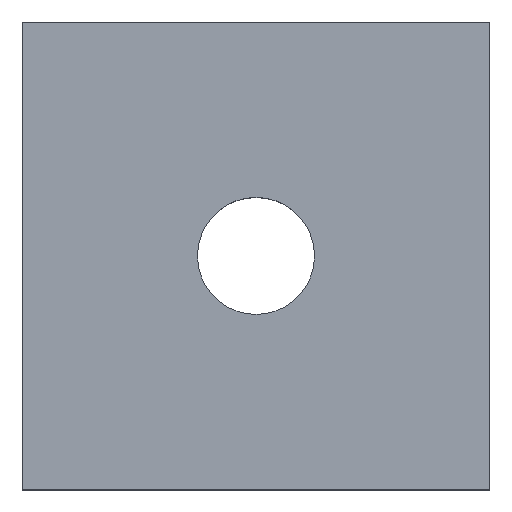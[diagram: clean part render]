
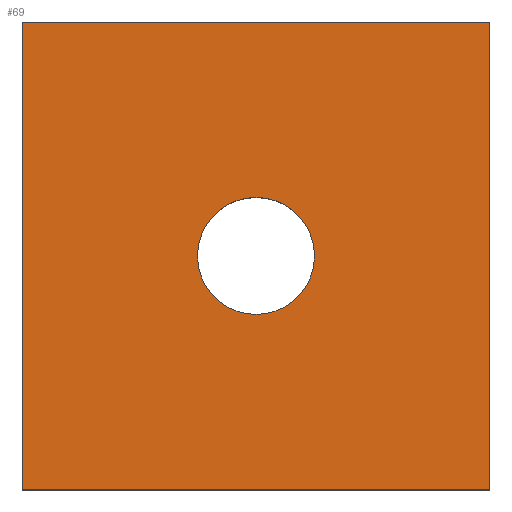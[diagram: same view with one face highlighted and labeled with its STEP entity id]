
A CAD part, top view. The second image highlights one B-rep face of the part: STEP entity #69.
In plain terms, the highlighted planar face has unit normal (0, 0, 1).
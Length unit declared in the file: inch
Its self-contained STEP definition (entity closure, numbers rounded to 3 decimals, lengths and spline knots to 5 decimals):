
#15 = EDGE_CURVE ( 'NONE', #51, #48, #134, .T. ) ;
#16 = ORIENTED_EDGE ( 'NONE', *, *, #50, .F. ) ;
#18 = ORIENTED_EDGE ( 'NONE', *, *, #65, .T. ) ;
#19 = ORIENTED_EDGE ( 'NONE', *, *, #84, .T. ) ;
#20 = ORIENTED_EDGE ( 'NONE', *, *, #15, .F. ) ;
#22 = EDGE_LOOP ( 'NONE', ( #18, #19, #77, #78 ) ) ;
#33 = EDGE_CURVE ( 'NONE', #34, #60, #168, .T. ) ;
#34 = VERTEX_POINT ( 'NONE', #273 ) ;
#48 = VERTEX_POINT ( 'NONE', #130 ) ;
#50 = EDGE_CURVE ( 'NONE', #48, #51, #129, .T. ) ;
#51 = VERTEX_POINT ( 'NONE', #124 ) ;
#59 = EDGE_CURVE ( 'NONE', #60, #66, #112, .T. ) ;
#60 = VERTEX_POINT ( 'NONE', #108 ) ;
#64 = VERTEX_POINT ( 'NONE', #103 ) ;
#65 = EDGE_CURVE ( 'NONE', #66, #64, #102, .T. ) ;
#66 = VERTEX_POINT ( 'NONE', #154 ) ;
#69 = ADVANCED_FACE ( 'NONE', ( #152, #151 ), #150, .T. ) ;
#70 = EDGE_LOOP ( 'NONE', ( #20, #16 ) ) ;
#77 = ORIENTED_EDGE ( 'NONE', *, *, #33, .T. ) ;
#78 = ORIENTED_EDGE ( 'NONE', *, *, #59, .T. ) ;
#84 = EDGE_CURVE ( 'NONE', #64, #34, #204, .T. ) ;
#99 = DIRECTION ( 'NONE',  ( 0., -1., 0. ) ) ;
#100 = VECTOR ( 'NONE', #99, 39.37008 ) ;
#101 = CARTESIAN_POINT ( 'NONE',  ( -0.5, 0.5, 0. ) ) ;
#102 = LINE ( 'NONE', #101, #100 ) ;
#103 = CARTESIAN_POINT ( 'NONE',  ( -0.5, -0.5, 0. ) ) ;
#108 = CARTESIAN_POINT ( 'NONE',  ( 0.5, 0.5, 0. ) ) ;
#109 = DIRECTION ( 'NONE',  ( -1., 0., 0. ) ) ;
#110 = VECTOR ( 'NONE', #109, 39.37008 ) ;
#111 = CARTESIAN_POINT ( 'NONE',  ( -0.5, 0.5, 0. ) ) ;
#112 = LINE ( 'NONE', #111, #110 ) ;
#124 = CARTESIAN_POINT ( 'NONE',  ( 0.125, 0., 0. ) ) ;
#125 = DIRECTION ( 'NONE',  ( 1., 0., 0. ) ) ;
#126 = DIRECTION ( 'NONE',  ( 0., 0., 1. ) ) ;
#127 = CARTESIAN_POINT ( 'NONE',  ( 0., 0., 0. ) ) ;
#128 = AXIS2_PLACEMENT_3D ( 'NONE', #127, #126, #125 ) ;
#129 = CIRCLE ( 'NONE', #128, 0.125 ) ;
#130 = CARTESIAN_POINT ( 'NONE',  ( -0.125, 0., 0. ) ) ;
#131 = DIRECTION ( 'NONE',  ( 1., 0., 0. ) ) ;
#132 = DIRECTION ( 'NONE',  ( 0., 0., 1. ) ) ;
#133 = AXIS2_PLACEMENT_3D ( 'NONE', #177, #132, #131 ) ;
#134 = CIRCLE ( 'NONE', #133, 0.125 ) ;
#145 = DIRECTION ( 'NONE',  ( 1., 0., 0. ) ) ;
#146 = DIRECTION ( 'NONE',  ( 0., 0., 1. ) ) ;
#147 = CARTESIAN_POINT ( 'NONE',  ( -0.5, -0.5, 0. ) ) ;
#148 = AXIS2_PLACEMENT_3D ( 'NONE', #147, #146, #145 ) ;
#150 = PLANE ( 'NONE',  #148 ) ;
#151 = FACE_OUTER_BOUND ( 'NONE', #22, .T. ) ;
#152 = FACE_BOUND ( 'NONE', #70, .T. ) ;
#154 = CARTESIAN_POINT ( 'NONE',  ( -0.5, 0.5, 0. ) ) ;
#165 = DIRECTION ( 'NONE',  ( 0., 1., 0. ) ) ;
#166 = VECTOR ( 'NONE', #165, 39.37008 ) ;
#167 = CARTESIAN_POINT ( 'NONE',  ( 0.5, 0.5, 0. ) ) ;
#168 = LINE ( 'NONE', #167, #166 ) ;
#177 = CARTESIAN_POINT ( 'NONE',  ( 0., 0., 0. ) ) ;
#201 = DIRECTION ( 'NONE',  ( 1., 0., 0. ) ) ;
#202 = VECTOR ( 'NONE', #201, 39.37008 ) ;
#203 = CARTESIAN_POINT ( 'NONE',  ( -0.5, -0.5, 0. ) ) ;
#204 = LINE ( 'NONE', #203, #202 ) ;
#273 = CARTESIAN_POINT ( 'NONE',  ( 0.5, -0.5, 0. ) ) ;
